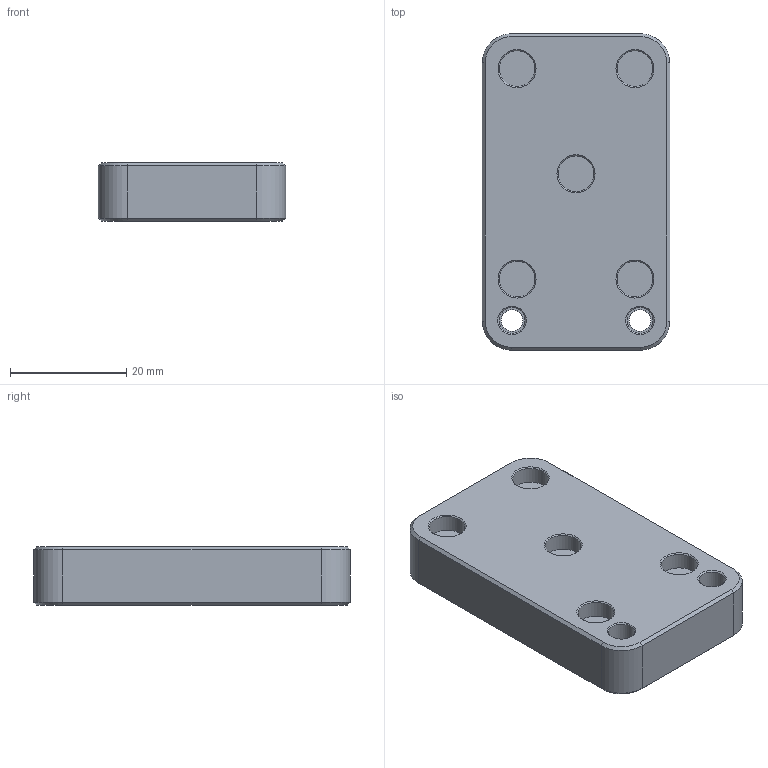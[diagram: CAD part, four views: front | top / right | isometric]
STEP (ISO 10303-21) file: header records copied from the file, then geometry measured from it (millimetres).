
FILE_DESCRIPTION(('HOOPS Exchange Step'),'2;1');
FILE_NAME('temp_export','2024-12-28T20:28:24+19:00',('mikearmstrong'),('Shapr3D Limited'),'HOOPS Exchange 2024.6','Shapr3D','Authorized');
FILE_SCHEMA( ('AP242_MANAGED_MODEL_BASED_3D_ENGINEERING_MIM_LF {1 0 10303 442 1 1 4 }') );
Length unit declared in the file: millimetre
Products named in the file (1): Solenoid Spacer
Bounding box: 32.3 x 54.5 x 10 mm (x, y, z)
Volume: 16631.6 mm3; surface area: 5521.8 mm2
Topology: 1 solids, 1 shells, 49 faces, 97 edges, 57 vertices
Faces by surface type: plane 21, cone 15, cylinder 13
Full cylindrical faces by diameter (mm): 3.75 x2, 4.5 x2, 6.15 x5
Entity records: 1292 total; most frequent: DIRECTION 240, CARTESIAN_POINT 205, ORIENTED_EDGE 194, EDGE_CURVE 97, AXIS2_PLACEMENT_3D 92, EDGE_LOOP 60, FACE_BOUND 60, VERTEX_POINT 57
